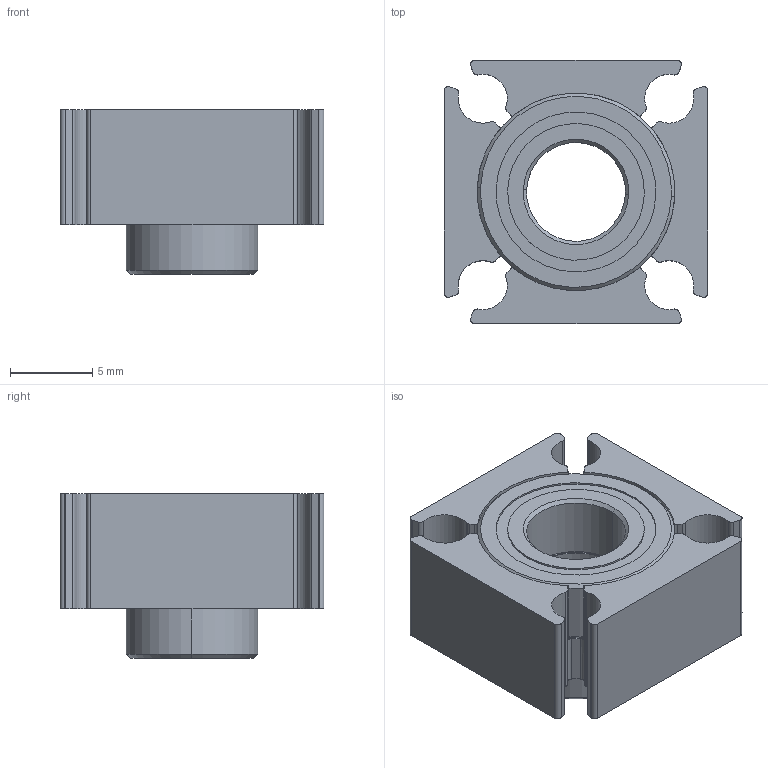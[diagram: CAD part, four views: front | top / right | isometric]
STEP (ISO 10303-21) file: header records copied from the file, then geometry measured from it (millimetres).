
FILE_DESCRIPTION (( 'STEP AP214' ), '1' );
FILE_NAME ('am-3667 12mm Bearing Nub with Set Screw.STEP', '2017-07-21T16:54:28', ( '' ), ( '' ), 'SwSTEP 2.0', 'SolidWorks 2017', '' );
FILE_SCHEMA (( 'AUTOMOTIVE_DESIGN' ));
Length unit declared in the file: inch
Products named in the file (3): 6mm x 12mm - Mcm 7804K112_7804K112; Single Bearing Nub; am-3667 12mm Bearing Nub with Set Screw
Assembly tree (2 placements, depth 2):
  am-3667 12mm Bearing Nub with Set Screw
    Single Bearing Nub
    6mm x 12mm - Mcm 7804K112_7804K112
Bounding box: 16 x 16 x 10 mm (x, y, z)
Volume: 1316.2 mm3; surface area: 2259.8 mm2
Topology: 17 solids, 17 shells, 160 faces, 439 edges, 290 vertices
Faces by surface type: cylinder 81, plane 39, sphere 24, cone 10, torus 6
Entity records: 5322 total; most frequent: DIRECTION 921, CARTESIAN_POINT 798, ORIENTED_EDGE 758, EDGE_CURVE 379, AXIS2_PLACEMENT_3D 377, VERTEX_POINT 254, CIRCLE 212, EDGE_LOOP 171
